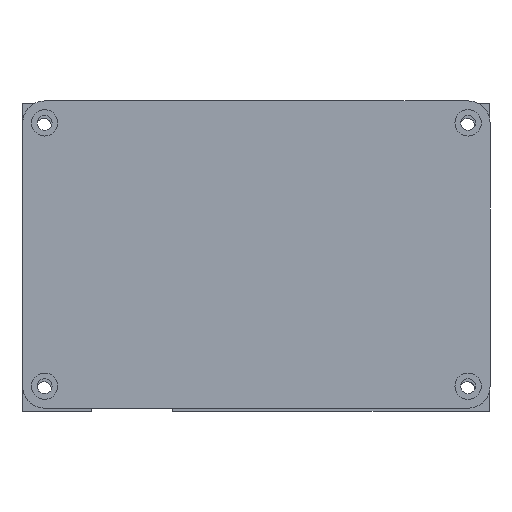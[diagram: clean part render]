
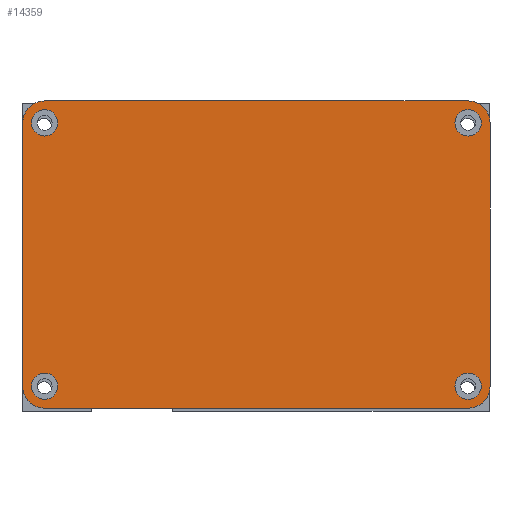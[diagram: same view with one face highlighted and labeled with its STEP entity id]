
A CAD part, front view. The second image highlights one B-rep face of the part: STEP entity #14359.
In plain terms, the highlighted planar face has unit normal (0, -1, 0).
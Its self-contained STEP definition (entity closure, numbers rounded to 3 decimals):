
#32=CIRCLE('',#14763,5.);
#40=CIRCLE('',#14774,5.);
#41=CIRCLE('',#14777,5.);
#42=CIRCLE('',#14780,5.);
#44=CIRCLE('',#14791,3.);
#46=CIRCLE('',#14794,3.);
#48=CIRCLE('',#14797,3.);
#50=CIRCLE('',#14800,3.);
#210=FACE_BOUND('',#2947,.T.);
#211=FACE_BOUND('',#2948,.T.);
#212=FACE_BOUND('',#2949,.T.);
#213=FACE_BOUND('',#2950,.T.);
#2127=FACE_OUTER_BOUND('',#2946,.T.);
#2946=EDGE_LOOP('',(#12540,#12541,#12542,#12543,#12544,#12545,#12546,#12547));
#2947=EDGE_LOOP('',(#12548));
#2948=EDGE_LOOP('',(#12549));
#2949=EDGE_LOOP('',(#12550));
#2950=EDGE_LOOP('',(#12551));
#4060=LINE('',#26686,#5269);
#4073=LINE('',#26727,#5282);
#4076=LINE('',#26735,#5285);
#4078=LINE('',#26741,#5287);
#5269=VECTOR('',#16367,10.);
#5282=VECTOR('',#16402,10.);
#5285=VECTOR('',#16411,10.);
#5287=VECTOR('',#16419,10.);
#6657=VERTEX_POINT('',#26668);
#6658=VERTEX_POINT('',#26670);
#6664=VERTEX_POINT('',#26684);
#6680=VERTEX_POINT('',#26721);
#6681=VERTEX_POINT('',#26725);
#6682=VERTEX_POINT('',#26729);
#6683=VERTEX_POINT('',#26733);
#6684=VERTEX_POINT('',#26737);
#6688=VERTEX_POINT('',#26763);
#6690=VERTEX_POINT('',#26769);
#6692=VERTEX_POINT('',#26775);
#6694=VERTEX_POINT('',#26781);
#8640=EDGE_CURVE('',#6657,#6658,#32,.T.);
#8648=EDGE_CURVE('',#6664,#6657,#4060,.T.);
#8667=EDGE_CURVE('',#6680,#6664,#40,.T.);
#8669=EDGE_CURVE('',#6681,#6680,#4073,.T.);
#8671=EDGE_CURVE('',#6682,#6681,#41,.T.);
#8673=EDGE_CURVE('',#6683,#6682,#4076,.T.);
#8675=EDGE_CURVE('',#6684,#6683,#42,.T.);
#8676=EDGE_CURVE('',#6658,#6684,#4078,.T.);
#8688=EDGE_CURVE('',#6688,#6688,#44,.T.);
#8691=EDGE_CURVE('',#6690,#6690,#46,.T.);
#8694=EDGE_CURVE('',#6692,#6692,#48,.T.);
#8697=EDGE_CURVE('',#6694,#6694,#50,.T.);
#12540=ORIENTED_EDGE('',*,*,#8640,.F.);
#12541=ORIENTED_EDGE('',*,*,#8648,.F.);
#12542=ORIENTED_EDGE('',*,*,#8667,.F.);
#12543=ORIENTED_EDGE('',*,*,#8669,.F.);
#12544=ORIENTED_EDGE('',*,*,#8671,.F.);
#12545=ORIENTED_EDGE('',*,*,#8673,.F.);
#12546=ORIENTED_EDGE('',*,*,#8675,.F.);
#12547=ORIENTED_EDGE('',*,*,#8676,.F.);
#12548=ORIENTED_EDGE('',*,*,#8691,.F.);
#12549=ORIENTED_EDGE('',*,*,#8688,.F.);
#12550=ORIENTED_EDGE('',*,*,#8697,.F.);
#12551=ORIENTED_EDGE('',*,*,#8694,.F.);
#13678=PLANE('',#14802);
#14359=ADVANCED_FACE('',(#2127,#210,#211,#212,#213),#13678,.F.);
#14763=AXIS2_PLACEMENT_3D('',#26671,#16356,#16357);
#14774=AXIS2_PLACEMENT_3D('',#26723,#16397,#16398);
#14777=AXIS2_PLACEMENT_3D('',#26731,#16406,#16407);
#14780=AXIS2_PLACEMENT_3D('',#26739,#16415,#16416);
#14791=AXIS2_PLACEMENT_3D('',#26765,#16448,#16449);
#14794=AXIS2_PLACEMENT_3D('',#26771,#16455,#16456);
#14797=AXIS2_PLACEMENT_3D('',#26777,#16462,#16463);
#14800=AXIS2_PLACEMENT_3D('',#26783,#16469,#16470);
#14802=AXIS2_PLACEMENT_3D('',#26785,#16473,#16474);
#16356=DIRECTION('center_axis',(0.,1.,0.));
#16357=DIRECTION('ref_axis',(-0.707,0.,-0.707));
#16367=DIRECTION('',(-1.,0.,0.));
#16397=DIRECTION('center_axis',(0.,1.,0.));
#16398=DIRECTION('ref_axis',(0.707,0.,-0.707));
#16402=DIRECTION('',(0.,0.,-1.));
#16406=DIRECTION('center_axis',(0.,1.,0.));
#16407=DIRECTION('ref_axis',(0.707,0.,0.707));
#16411=DIRECTION('',(1.,0.,0.));
#16415=DIRECTION('center_axis',(0.,1.,0.));
#16416=DIRECTION('ref_axis',(-0.707,0.,0.707));
#16419=DIRECTION('',(0.,0.,1.));
#16448=DIRECTION('center_axis',(0.,-1.,0.));
#16449=DIRECTION('ref_axis',(1.,0.,0.));
#16455=DIRECTION('center_axis',(0.,-1.,0.));
#16456=DIRECTION('ref_axis',(1.,0.,0.));
#16462=DIRECTION('center_axis',(0.,-1.,0.));
#16463=DIRECTION('ref_axis',(1.,0.,0.));
#16469=DIRECTION('center_axis',(0.,-1.,0.));
#16470=DIRECTION('ref_axis',(1.,0.,0.));
#16473=DIRECTION('center_axis',(0.,1.,0.));
#16474=DIRECTION('ref_axis',(1.,0.,0.));
#26668=CARTESIAN_POINT('',(-35.,0.,39.95));
#26670=CARTESIAN_POINT('',(-40.,0.,44.95));
#26671=CARTESIAN_POINT('Origin',(-35.,0.,44.95));
#26684=CARTESIAN_POINT('',(61.55,0.,39.95));
#26686=CARTESIAN_POINT('',(66.55,0.,39.95));
#26721=CARTESIAN_POINT('',(66.55,0.,44.95));
#26723=CARTESIAN_POINT('Origin',(61.55,0.,44.95));
#26725=CARTESIAN_POINT('',(66.55,0.,105.));
#26727=CARTESIAN_POINT('',(66.55,0.,110.));
#26729=CARTESIAN_POINT('',(61.55,0.,110.));
#26731=CARTESIAN_POINT('Origin',(61.55,0.,105.));
#26733=CARTESIAN_POINT('',(-35.,0.,110.));
#26735=CARTESIAN_POINT('',(-40.,0.,110.));
#26737=CARTESIAN_POINT('',(-40.,0.,105.));
#26739=CARTESIAN_POINT('Origin',(-35.,0.,105.));
#26741=CARTESIAN_POINT('',(-40.,0.,39.95));
#26763=CARTESIAN_POINT('',(58.55,0.,105.));
#26765=CARTESIAN_POINT('Origin',(61.55,0.,105.));
#26769=CARTESIAN_POINT('',(-38.,0.,105.));
#26771=CARTESIAN_POINT('Origin',(-35.,0.,105.));
#26775=CARTESIAN_POINT('',(-38.,0.,44.95));
#26777=CARTESIAN_POINT('Origin',(-35.,0.,44.95));
#26781=CARTESIAN_POINT('',(58.55,0.,44.95));
#26783=CARTESIAN_POINT('Origin',(61.55,0.,44.95));
#26785=CARTESIAN_POINT('Origin',(13.275,0.,74.975));
